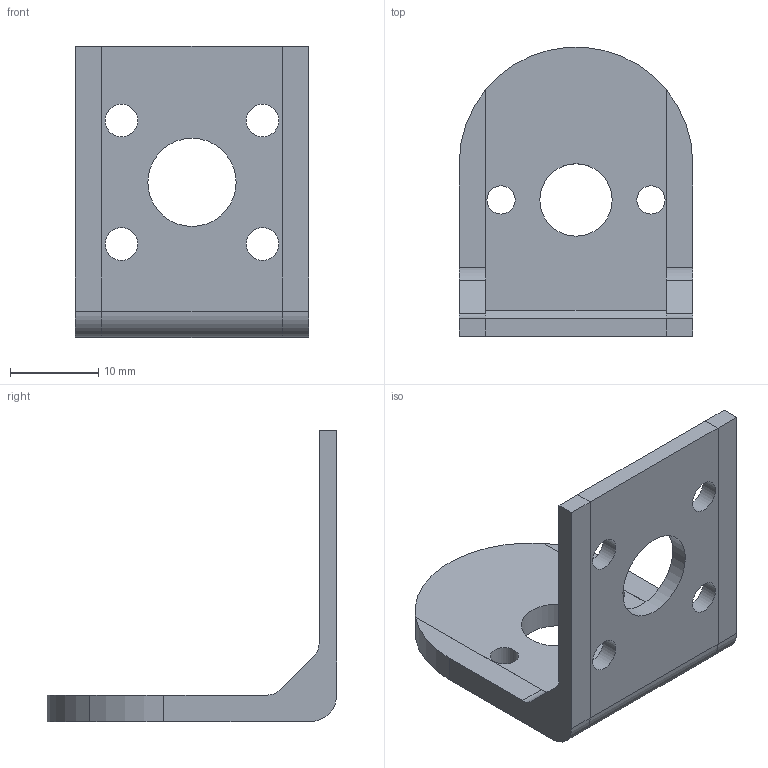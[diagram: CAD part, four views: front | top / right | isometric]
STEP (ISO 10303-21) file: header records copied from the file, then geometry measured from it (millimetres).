
FILE_DESCRIPTION(/* description */ (''),/* implementation_level */ '2;1');
FILE_NAME(/* name */ '',/* time_stamp */ '2025-04-16T21:50:07+03:00',/* author */ ('I9232'),/* organization */ (''),/* preprocessor_version */ 'ST-DEVELOPER v19.2',/* originating_system */ 'Autodesk Inventor 2023',/* authorisation */ '');
FILE_SCHEMA (('AUTOMOTIVE_DESIGN { 1 0 10303 214 3 1 1 }'));
Length unit declared in the file: millimetre
Products named in the file (1): Уголок крепления 
мотора
Bounding box: 26.5 x 32.8 x 33 mm (x, y, z)
Volume: 3560.3 mm3; surface area: 4085.7 mm2
Topology: 3 solids, 3 shells, 42 faces, 108 edges, 72 vertices
Faces by surface type: plane 24, cylinder 18
Full cylindrical faces by diameter (mm): 3.2 x2, 3.7 x4, 8.2 x1, 10 x1
Entity records: 1361 total; most frequent: DIRECTION 230, CARTESIAN_POINT 223, ORIENTED_EDGE 216, EDGE_CURVE 108, AXIS2_PLACEMENT_3D 79, LINE 72, VECTOR 72, VERTEX_POINT 72
